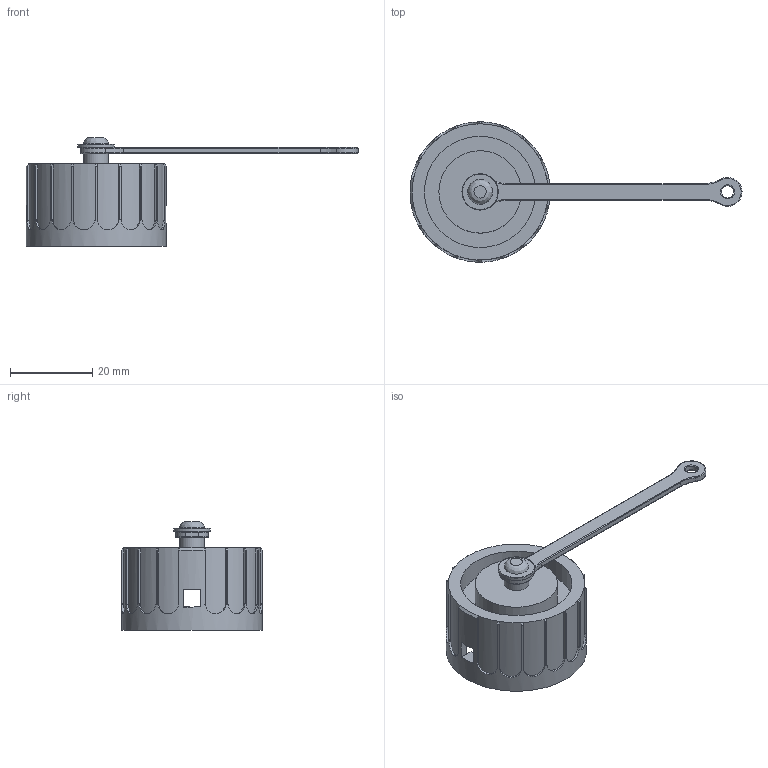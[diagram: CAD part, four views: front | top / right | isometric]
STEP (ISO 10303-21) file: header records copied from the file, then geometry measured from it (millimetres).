
FILE_DESCRIPTION(/* description */ (''),/* implementation_level */ '2;1');
FILE_NAME(/* name */ 'c016 00u000 021 1nxc001-06.stp',/* time_stamp */ '2019-06-12T14:55:37+02:00',/* author */ (''),/* organization */ (''),/* preprocessor_version */ 'ST-DEVELOPER v16.7',/* originating_system */ 'SIEMENS PLM Software NX 12.0',/* authorisation */ '');
FILE_SCHEMA (('AUTOMOTIVE_DESIGN { 1 0 10303 214 3 1 1 1 }'));
Length unit declared in the file: millimetre
Products named in the file (1): c016 00u000 021 1nxc001-06
Bounding box: 80.5 x 34 x 26.4 mm (x, y, z)
Volume: 7009 mm3; surface area: 7774.3 mm2
Topology: 1 solids, 3 shells, 184 faces, 466 edges, 293 vertices
Faces by surface type: plane 71, cylinder 68, bspline 21, cone 20, torus 4
Full cylindrical faces by diameter (mm): 3 x1, 4 x2, 4.3 x1, 6 x1, 8.8 x1, 18 x1, 20 x1, 22 x2, 27 x1, 30.2 x1, 34 x1
Entity records: 8067 total; most frequent: CARTESIAN_POINT 2500, DIRECTION 910, ORIENTED_EDGE 858, EDGE_CURVE 429, AXIS2_PLACEMENT_3D 364, VERTEX_POINT 280, EDGE_LOOP 231, ADVANCED_FACE 184
